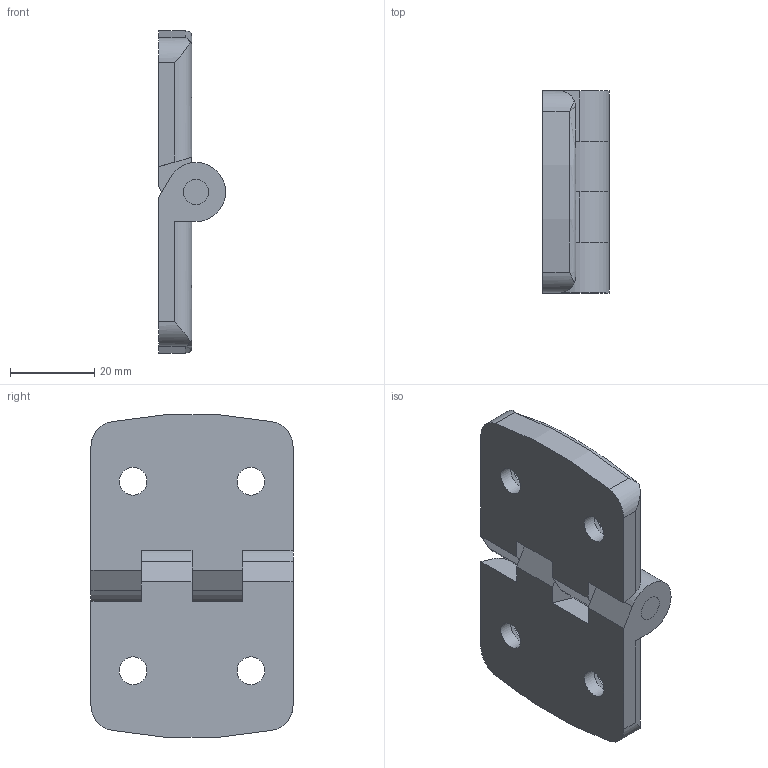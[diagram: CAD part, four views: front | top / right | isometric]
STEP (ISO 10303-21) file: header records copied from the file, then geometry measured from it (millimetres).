
FILE_DESCRIPTION(/* description */ (''),/* implementation_level */ '2;1');
FILE_NAME(/* name */ '140390',/* time_stamp */ '2014-10-06T11:06:12+02:00',/* author */ (''),/* organization */ (''),/* preprocessor_version */ 'ST-DEVELOPER v14',/* originating_system */ 'HiCAD 2013 1802.4 Build 509',/* authorisation */ '');
FILE_SCHEMA (('AUTOMOTIVE_DESIGN { 1 0 10303 214 1 1 1 1 }'));
Length unit declared in the file: millimetre
Products named in the file (5): Root; 140390Scharnier met RVS pen 40x40BOIKON
Assembly tree (4 placements, depth 3):
  Root
    140390Scharnier met RVS pen 40x40BOIKON
      (unnamed)
      (unnamed)
      (unnamed)
Bounding box: 15.9 x 48 x 76.59 mm (x, y, z)
Volume: 28933.1 mm3; surface area: 13047.2 mm2
Topology: 3 solids, 3 shells, 61 faces, 175 edges, 125 vertices
Faces by surface type: plane 28, cylinder 27, cone 4, torus 2
Full cylindrical faces by diameter (mm): 6 x5, 6.6 x4, 13 x4
Entity records: 4417 total; most frequent: CARTESIAN_POINT 1346, DIRECTION 318, PRESENTATION_STYLE_ASSIGNMENT 299, COLOUR_RGB 298, DRAUGHTING_PRE_DEFINED_CURVE_FONT 296, CURVE_STYLE 296, OVER_RIDING_STYLED_ITEM 296, ORIENTED_EDGE 296
